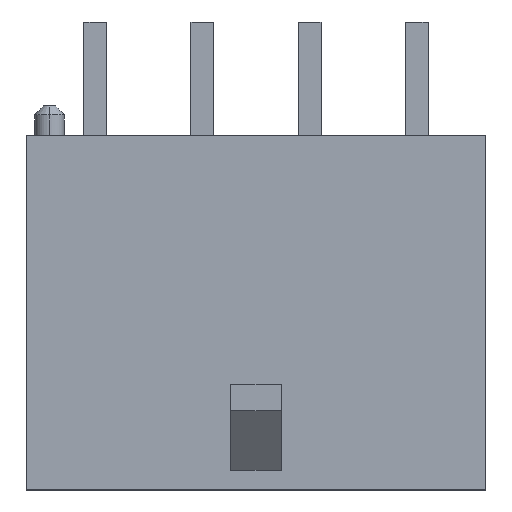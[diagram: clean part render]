
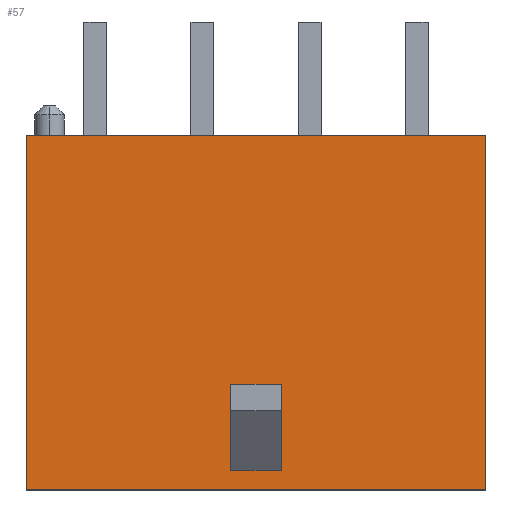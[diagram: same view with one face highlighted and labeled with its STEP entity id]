
A CAD part, top view. The second image highlights one B-rep face of the part: STEP entity #57.
In plain terms, the highlighted planar face has unit normal (0, 0, 1).
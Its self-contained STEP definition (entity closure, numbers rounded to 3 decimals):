
#57=ADVANCED_FACE('',(#214,#215),#216,.F.);
#214=FACE_BOUND('',#524,.T.);
#215=FACE_OUTER_BOUND('',#525,.T.);
#216=PLANE('',#526);
#524=EDGE_LOOP('',(#896,#897,#898,#899));
#525=EDGE_LOOP('',(#900,#901,#902,#903));
#526=AXIS2_PLACEMENT_3D('',#904,#905,#906);
#896=ORIENTED_EDGE('',*,*,#1985,.T.);
#897=ORIENTED_EDGE('',*,*,#1986,.T.);
#898=ORIENTED_EDGE('',*,*,#1987,.F.);
#899=ORIENTED_EDGE('',*,*,#1988,.F.);
#900=ORIENTED_EDGE('',*,*,#1989,.T.);
#901=ORIENTED_EDGE('',*,*,#1980,.F.);
#902=ORIENTED_EDGE('',*,*,#1948,.F.);
#903=ORIENTED_EDGE('',*,*,#1984,.T.);
#904=CARTESIAN_POINT('',(6.425,-4.955,3.43));
#905=DIRECTION('',(0.,0.0,-1.0));
#906=DIRECTION('',(0.0,-1.0,0.0));
#1948=EDGE_CURVE('',#2309,#2304,#2311,.T.);
#1980=EDGE_CURVE('',#2304,#2370,#2374,.T.);
#1984=EDGE_CURVE('',#2309,#2378,#2380,.T.);
#1985=EDGE_CURVE('',#2381,#2382,#2383,.T.);
#1986=EDGE_CURVE('',#2382,#2384,#2385,.T.);
#1987=EDGE_CURVE('',#2386,#2384,#2387,.T.);
#1988=EDGE_CURVE('',#2381,#2386,#2388,.T.);
#1989=EDGE_CURVE('',#2378,#2370,#2389,.T.);
#2304=VERTEX_POINT('',#2889);
#2309=VERTEX_POINT('',#2896);
#2311=LINE('',#2899,#2900);
#2370=VERTEX_POINT('',#2988);
#2374=LINE('',#2994,#2995);
#2378=VERTEX_POINT('',#3001);
#2380=LINE('',#3004,#3005);
#2381=VERTEX_POINT('',#3006);
#2382=VERTEX_POINT('',#3007);
#2383=LINE('',#3008,#3009);
#2384=VERTEX_POINT('',#3010);
#2385=LINE('',#3011,#3012);
#2386=VERTEX_POINT('',#3013);
#2387=LINE('',#3014,#3015);
#2388=LINE('',#3016,#3017);
#2389=LINE('',#3018,#3019);
#2889=CARTESIAN_POINT('',(-6.425,-4.955,3.43));
#2896=CARTESIAN_POINT('',(6.425,-4.955,3.43));
#2899=CARTESIAN_POINT('',(6.425,-4.955,3.43));
#2900=VECTOR('',#3776,1.0);
#2988=CARTESIAN_POINT('',(-6.425,4.955,3.43));
#2994=CARTESIAN_POINT('',(-6.425,-4.955,3.43));
#2995=VECTOR('',#3808,1.0);
#3001=CARTESIAN_POINT('',(6.425,4.955,3.43));
#3004=CARTESIAN_POINT('',(6.425,-4.955,3.43));
#3005=VECTOR('',#3812,1.0);
#3006=CARTESIAN_POINT('',(0.7,-4.415,3.43));
#3007=CARTESIAN_POINT('',(-0.7,-4.415,3.43));
#3008=CARTESIAN_POINT('',(0.7,-4.415,3.43));
#3009=VECTOR('',#3813,1.0);
#3010=CARTESIAN_POINT('',(-0.7,-2.005,3.43));
#3011=CARTESIAN_POINT('',(-0.7,-4.415,3.43));
#3012=VECTOR('',#3814,1.0);
#3013=CARTESIAN_POINT('',(0.7,-2.005,3.43));
#3014=CARTESIAN_POINT('',(0.7,-2.005,3.43));
#3015=VECTOR('',#3815,1.0);
#3016=CARTESIAN_POINT('',(0.7,-4.415,3.43));
#3017=VECTOR('',#3816,1.0);
#3018=CARTESIAN_POINT('',(6.425,4.955,3.43));
#3019=VECTOR('',#3817,1.0);
#3776=DIRECTION('',(-1.0,0.0,0.));
#3808=DIRECTION('',(0.0,1.0,0.0));
#3812=DIRECTION('',(0.0,1.0,0.0));
#3813=DIRECTION('',(-1.0,0.0,0.0));
#3814=DIRECTION('',(0.0,1.0,0.));
#3815=DIRECTION('',(-1.0,0.0,0.0));
#3816=DIRECTION('',(0.0,1.0,0.));
#3817=DIRECTION('',(-1.0,0.0,0.));
